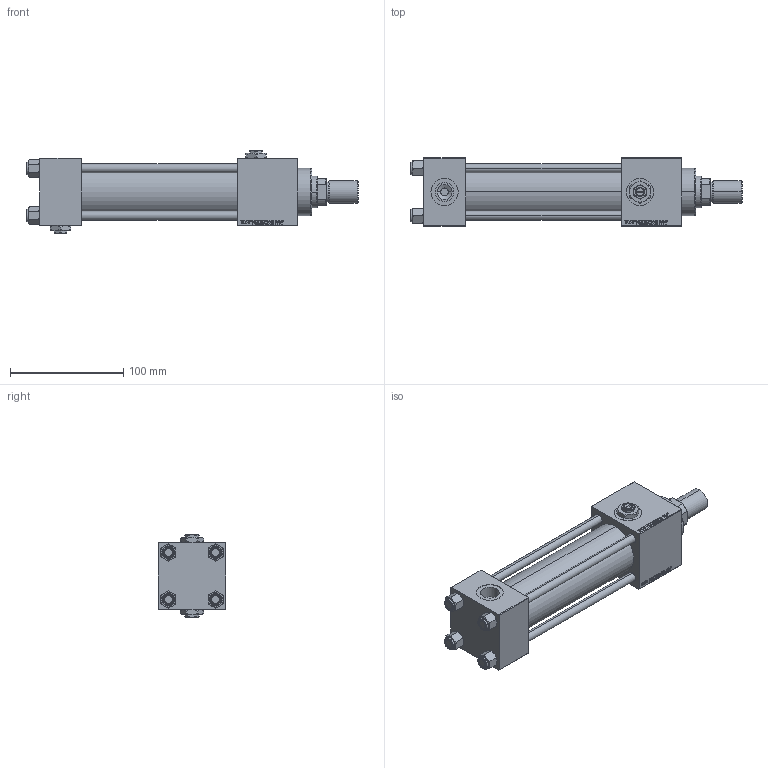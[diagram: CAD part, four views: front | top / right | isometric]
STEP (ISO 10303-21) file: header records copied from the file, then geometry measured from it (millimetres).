
FILE_DESCRIPTION (( 'STEP AP203' ), '1' );
FILE_NAME ('310a.STEP', '2023-11-17T16:24:39', ( '' ), ( '' ), 'SwSTEP 2.0', 'SolidWorks 2019', '' );
FILE_SCHEMA (( 'CONFIG_CONTROL_DESIGN' ));
Length unit declared in the file: millimetre
Products named in the file (8): ROD_END_AH 6314cd1fb6e5038de17383eb5eeb49c8; V215CR_C_TYCINKA 6314cd1fb6e5038de17383eb5eeb49c8; V215_VC_A 6314cd1fb6e5038de17383eb5eeb49c8; 310a; NUT_M5_C 6314cd1fb6e5038de17383eb5eeb49c8; V215CR_C_Body 6314cd1fb6e5038de17383eb5eeb49c8; V215CR_VCP_C 6314cd1fb6e5038de17383eb5eeb49c8; Zatka_pro_OIL_PORT 6314cd1fb6e5038de17383eb5eeb49c8
Assembly tree (14 placements, depth 2):
  310a
    V215CR_C_Body 6314cd1fb6e5038de17383eb5eeb49c8
    V215CR_VCP_C 6314cd1fb6e5038de17383eb5eeb49c8
    NUT_M5_C 6314cd1fb6e5038de17383eb5eeb49c8  x4
    V215CR_C_TYCINKA 6314cd1fb6e5038de17383eb5eeb49c8  x4
    V215_VC_A 6314cd1fb6e5038de17383eb5eeb49c8
    ROD_END_AH 6314cd1fb6e5038de17383eb5eeb49c8
    Zatka_pro_OIL_PORT 6314cd1fb6e5038de17383eb5eeb49c8  x2
Bounding box: 293 x 60 x 74 mm (x, y, z)
Volume: 527356.1 mm3; surface area: 153477.7 mm2
Topology: 14 solids, 14 shells, 1264 faces, 3136 edges, 2023 vertices
Faces by surface type: plane 578, bspline 392, cone 182, cylinder 102, torus 10
Entity records: 52740 total; most frequent: CARTESIAN_POINT 27803, ORIENTED_EDGE 5572, DIRECTION 3628, EDGE_CURVE 2786, VERTEX_POINT 1821, VECTOR 1648, LINE 1648, EDGE_LOOP 1239
